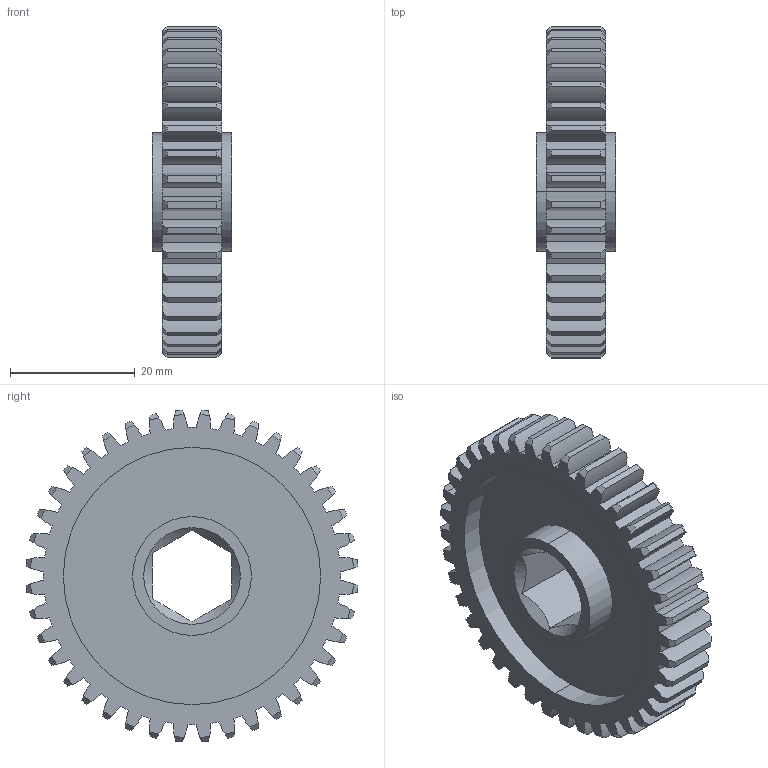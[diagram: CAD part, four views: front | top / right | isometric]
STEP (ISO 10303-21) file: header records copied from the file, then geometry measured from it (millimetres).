
FILE_DESCRIPTION (( 'STEP AP214' ), '1' );
FILE_NAME ('am-5148 40T 20DP 500hex 375 FW Aluminum.STEP', '2023-07-20T15:40:16', ( '' ), ( '' ), 'SwSTEP 2.0', 'SolidWorks 2022', '' );
FILE_SCHEMA (( 'AUTOMOTIVE_DESIGN' ));
Length unit declared in the file: inch
Products named in the file (1): am-5148 40T 20DP 500hex 375 FW Aluminum
Bounding box: 12.7 x 53.24 x 53.24 mm (x, y, z)
Volume: 10650 mm3; surface area: 8803.8 mm2
Topology: 1 solids, 1 shells, 267 faces, 779 edges, 518 vertices
Faces by surface type: cylinder 171, cone 84, plane 12
Entity records: 9387 total; most frequent: CARTESIAN_POINT 2185, DIRECTION 1569, ORIENTED_EDGE 1558, EDGE_CURVE 779, AXIS2_PLACEMENT_3D 694, VERTEX_POINT 518, CIRCLE 426, EDGE_LOOP 273
